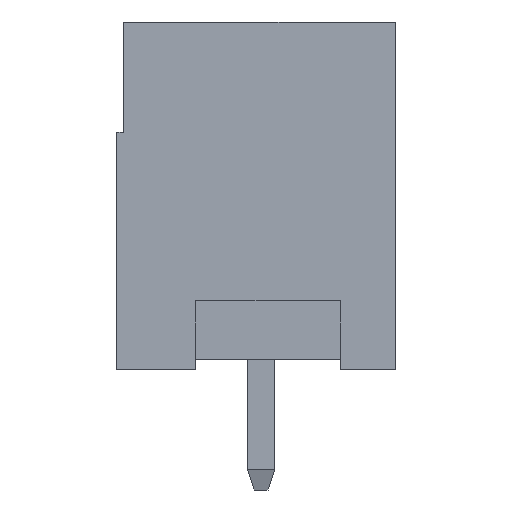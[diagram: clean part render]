
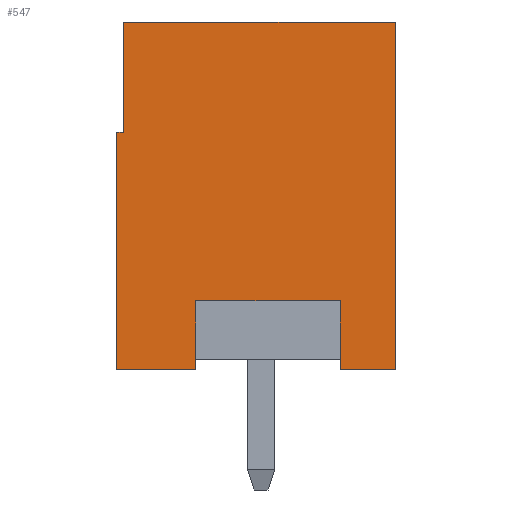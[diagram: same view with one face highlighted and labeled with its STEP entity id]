
A CAD part, left-side view. The second image highlights one B-rep face of the part: STEP entity #547.
In plain terms, the highlighted planar face has unit normal (-1, 0, 0).
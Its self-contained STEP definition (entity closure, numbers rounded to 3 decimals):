
#547 = ADVANCED_FACE( '', ( #1224 ), #1225, .T. );
#1224 = FACE_OUTER_BOUND( '', #2045, .T. );
#1225 = PLANE( '', #2046 );
#2045 = EDGE_LOOP( '', ( #3481, #3482, #3483, #3484, #3485, #3486, #3487, #3488, #3489, #3490 ) );
#2046 = AXIS2_PLACEMENT_3D( '', #3491, #3492, #3493 );
#3481 = ORIENTED_EDGE( '', *, *, #5132, .T. );
#3482 = ORIENTED_EDGE( '', *, *, #5545, .T. );
#3483 = ORIENTED_EDGE( '', *, *, #5546, .T. );
#3484 = ORIENTED_EDGE( '', *, *, #5547, .T. );
#3485 = ORIENTED_EDGE( '', *, *, #5406, .T. );
#3486 = ORIENTED_EDGE( '', *, *, #5393, .T. );
#3487 = ORIENTED_EDGE( '', *, *, #5548, .T. );
#3488 = ORIENTED_EDGE( '', *, *, #5549, .F. );
#3489 = ORIENTED_EDGE( '', *, *, #5550, .F. );
#3490 = ORIENTED_EDGE( '', *, *, #5551, .T. );
#3491 = CARTESIAN_POINT( '', ( -6., 0., 0. ) );
#3492 = DIRECTION( '', ( -1., 0., 0. ) );
#3493 = DIRECTION( '', ( 0., 0., 1. ) );
#5132 = EDGE_CURVE( '', #6204, #6201, #6205, .T. );
#5393 = EDGE_CURVE( '', #6643, #6641, #6644, .T. );
#5406 = EDGE_CURVE( '', #6665, #6643, #6666, .T. );
#5545 = EDGE_CURVE( '', #6201, #6872, #6873, .T. );
#5546 = EDGE_CURVE( '', #6872, #6874, #6875, .T. );
#5547 = EDGE_CURVE( '', #6874, #6665, #6876, .T. );
#5548 = EDGE_CURVE( '', #6641, #6877, #6878, .T. );
#5549 = EDGE_CURVE( '', #6879, #6877, #6880, .T. );
#5550 = EDGE_CURVE( '', #6881, #6879, #6882, .T. );
#5551 = EDGE_CURVE( '', #6881, #6204, #6883, .T. );
#6201 = VERTEX_POINT( '', #7736 );
#6204 = VERTEX_POINT( '', #7740 );
#6205 = LINE( '', #7741, #7742 );
#6641 = VERTEX_POINT( '', #8387 );
#6643 = VERTEX_POINT( '', #8390 );
#6644 = LINE( '', #8391, #8392 );
#6665 = VERTEX_POINT( '', #8424 );
#6666 = LINE( '', #8425, #8426 );
#6872 = VERTEX_POINT( '', #8733 );
#6873 = LINE( '', #8734, #8735 );
#6874 = VERTEX_POINT( '', #8736 );
#6875 = LINE( '', #8737, #8738 );
#6876 = LINE( '', #8739, #8740 );
#6877 = VERTEX_POINT( '', #8741 );
#6878 = LINE( '', #8742, #8743 );
#6879 = VERTEX_POINT( '', #8744 );
#6880 = LINE( '', #8745, #8746 );
#6881 = VERTEX_POINT( '', #8747 );
#6882 = LINE( '', #8748, #8749 );
#6883 = LINE( '', #8750, #8751 );
#7736 = CARTESIAN_POINT( '', ( -6., 1.75, -5.05 ) );
#7740 = CARTESIAN_POINT( '', ( -6., 4.05, -5.05 ) );
#7741 = CARTESIAN_POINT( '', ( -6., 4.05, -5.05 ) );
#7742 = VECTOR( '', #9651, 1000. );
#8387 = CARTESIAN_POINT( '', ( -6., -4.05, 5.05 ) );
#8390 = CARTESIAN_POINT( '', ( -6., -4.05, -5.05 ) );
#8391 = CARTESIAN_POINT( '', ( -6., -4.05, -5.05 ) );
#8392 = VECTOR( '', #9883, 1000. );
#8424 = CARTESIAN_POINT( '', ( -6., -2.45, -5.05 ) );
#8425 = CARTESIAN_POINT( '', ( -6., 4.05, -5.05 ) );
#8426 = VECTOR( '', #9895, 1000. );
#8733 = CARTESIAN_POINT( '', ( -6., 1.75, -3.05 ) );
#8734 = CARTESIAN_POINT( '', ( -6., 1.75, -5.05 ) );
#8735 = VECTOR( '', #10009, 1000. );
#8736 = CARTESIAN_POINT( '', ( -6., -2.45, -3.05 ) );
#8737 = CARTESIAN_POINT( '', ( -6., 1.75, -3.05 ) );
#8738 = VECTOR( '', #10010, 1000. );
#8739 = CARTESIAN_POINT( '', ( -6., -2.45, -3.05 ) );
#8740 = VECTOR( '', #10011, 1000. );
#8741 = CARTESIAN_POINT( '', ( -6., 3.85, 5.05 ) );
#8742 = CARTESIAN_POINT( '', ( -6., -4.05, 5.05 ) );
#8743 = VECTOR( '', #10012, 1000. );
#8744 = CARTESIAN_POINT( '', ( -6., 3.85, 1.85 ) );
#8745 = CARTESIAN_POINT( '', ( -6., 3.85, 0. ) );
#8746 = VECTOR( '', #10013, 1000. );
#8747 = CARTESIAN_POINT( '', ( -6., 4.05, 1.85 ) );
#8748 = CARTESIAN_POINT( '', ( -6., 0., 1.85 ) );
#8749 = VECTOR( '', #10014, 1000. );
#8750 = CARTESIAN_POINT( '', ( -6., 4.05, 5.05 ) );
#8751 = VECTOR( '', #10015, 1000. );
#9651 = DIRECTION( '', ( 0., -1., 0. ) );
#9883 = DIRECTION( '', ( 0., 0., 1. ) );
#9895 = DIRECTION( '', ( 0., -1., 0. ) );
#10009 = DIRECTION( '', ( 0., 0., 1. ) );
#10010 = DIRECTION( '', ( 0., -1., 0. ) );
#10011 = DIRECTION( '', ( 0., 0., -1. ) );
#10012 = DIRECTION( '', ( 0., 1., 0. ) );
#10013 = DIRECTION( '', ( 0., 0., 1. ) );
#10014 = DIRECTION( '', ( 0., -1., 0. ) );
#10015 = DIRECTION( '', ( 0., 0., -1. ) );
